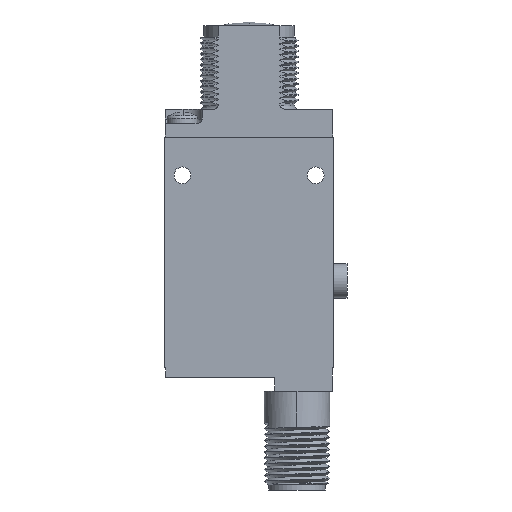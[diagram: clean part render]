
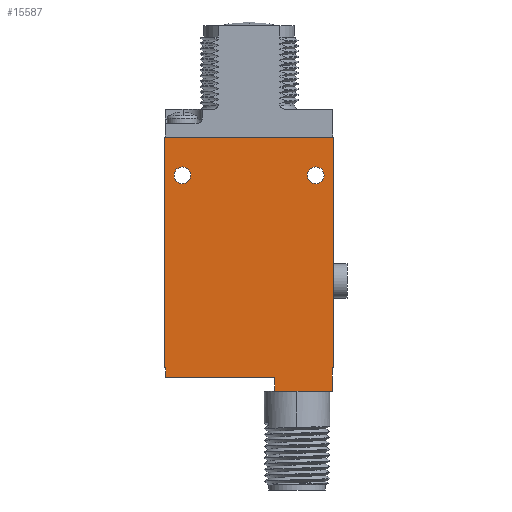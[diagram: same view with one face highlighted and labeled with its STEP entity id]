
A CAD part, left-side view. The second image highlights one B-rep face of the part: STEP entity #15587.
In plain terms, the highlighted planar face has unit normal (-1, 0, 0).
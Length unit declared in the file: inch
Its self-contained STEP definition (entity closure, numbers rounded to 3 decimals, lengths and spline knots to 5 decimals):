
#1094=DIRECTION('',(0.,1.,0.));
#1095=VECTOR('',#1094,0.785);
#1096=CARTESIAN_POINT('',(-0.236,-0.185,-1.73));
#1097=LINE('',#1096,#1095);
#1223=DIRECTION('',(0.,0.,-1.));
#1224=VECTOR('',#1223,0.1);
#1225=CARTESIAN_POINT('',(-0.236,-0.185,-1.73));
#1226=LINE('',#1225,#1224);
#1227=DIRECTION('',(0.,1.,0.));
#1228=VECTOR('',#1227,0.005);
#1229=CARTESIAN_POINT('',(-0.236,0.6,-1.66));
#1230=LINE('',#1229,#1228);
#1231=DIRECTION('',(0.,0.,1.));
#1232=VECTOR('',#1231,1.66);
#1233=CARTESIAN_POINT('',(-0.236,0.605,-1.66));
#1234=LINE('',#1233,#1232);
#1235=DIRECTION('',(0.,-1.,0.));
#1236=VECTOR('',#1235,0.003);
#1237=CARTESIAN_POINT('',(-0.236,0.605,0.));
#1238=LINE('',#1237,#1236);
#1239=DIRECTION('',(0.,1.,0.));
#1240=VECTOR('',#1239,1.204);
#1241=CARTESIAN_POINT('',(-0.236,-0.602,0.));
#1242=LINE('',#1241,#1240);
#1243=DIRECTION('',(0.,-1.,0.));
#1244=VECTOR('',#1243,0.003);
#1245=CARTESIAN_POINT('',(-0.236,-0.602,0.));
#1246=LINE('',#1245,#1244);
#1247=DIRECTION('',(0.,0.,-1.));
#1248=VECTOR('',#1247,1.66);
#1249=CARTESIAN_POINT('',(-0.236,-0.605,0.));
#1250=LINE('',#1249,#1248);
#1251=DIRECTION('',(0.,1.,0.));
#1252=VECTOR('',#1251,0.005);
#1253=CARTESIAN_POINT('',(-0.236,-0.605,-1.66));
#1254=LINE('',#1253,#1252);
#1255=DIRECTION('',(0.,0.,-1.));
#1256=VECTOR('',#1255,0.17);
#1257=CARTESIAN_POINT('',(-0.236,-0.6,-1.66));
#1258=LINE('',#1257,#1256);
#1259=CARTESIAN_POINT('',(-0.236,0.48,-0.275));
#1260=DIRECTION('',(1.,0.,0.));
#1261=DIRECTION('',(0.,0.,-1.));
#1262=AXIS2_PLACEMENT_3D('',#1259,#1260,#1261);
#1264=CARTESIAN_POINT('',(-0.236,0.48,-0.275));
#1265=DIRECTION('',(1.,0.,0.));
#1266=DIRECTION('',(0.,0.,1.));
#1267=AXIS2_PLACEMENT_3D('',#1264,#1265,#1266);
#1269=CARTESIAN_POINT('',(-0.236,-0.48,-0.275));
#1270=DIRECTION('',(1.,0.,0.));
#1271=DIRECTION('',(0.,0.,-1.));
#1272=AXIS2_PLACEMENT_3D('',#1269,#1270,#1271);
#1274=CARTESIAN_POINT('',(-0.236,-0.48,-0.275));
#1275=DIRECTION('',(1.,0.,0.));
#1276=DIRECTION('',(0.,0.,1.));
#1277=AXIS2_PLACEMENT_3D('',#1274,#1275,#1276);
#1284=DIRECTION('',(0.,1.,0.));
#1285=VECTOR('',#1284,0.255);
#1286=CARTESIAN_POINT('',(-0.236,-0.6,-1.83));
#1287=LINE('',#1286,#1285);
#4652=DIRECTION('',(0.,0.,-1.));
#4653=VECTOR('',#4652,0.07);
#4654=CARTESIAN_POINT('',(-0.236,0.6,-1.66));
#4655=LINE('',#4654,#4653);
#9641=DIRECTION('',(0.,1.,0.));
#9642=VECTOR('',#9641,0.16);
#9643=CARTESIAN_POINT('',(-0.236,-0.345,-1.83));
#9644=LINE('',#9643,#9642);
#12517=CARTESIAN_POINT('',(-0.236,-0.605,0.));
#12518=CARTESIAN_POINT('',(-0.236,-0.605,-1.66));
#12519=VERTEX_POINT('',#12517);
#12520=VERTEX_POINT('',#12518);
#12521=CARTESIAN_POINT('',(-0.236,0.605,-1.66));
#12522=CARTESIAN_POINT('',(-0.236,0.605,0.));
#12523=VERTEX_POINT('',#12521);
#12524=VERTEX_POINT('',#12522);
#12541=CARTESIAN_POINT('',(-0.236,0.48,-0.335));
#12542=CARTESIAN_POINT('',(-0.236,0.48,-0.215));
#12543=VERTEX_POINT('',#12541);
#12544=VERTEX_POINT('',#12542);
#12545=CARTESIAN_POINT('',(-0.236,-0.48,-0.335));
#12546=CARTESIAN_POINT('',(-0.236,-0.48,-0.215));
#12547=VERTEX_POINT('',#12545);
#12548=VERTEX_POINT('',#12546);
#13207=CARTESIAN_POINT('',(-0.236,-0.602,0.));
#13208=CARTESIAN_POINT('',(-0.236,0.602,0.));
#13209=VERTEX_POINT('',#13207);
#13210=VERTEX_POINT('',#13208);
#13427=CARTESIAN_POINT('',(-0.236,0.6,-1.73));
#13429=VERTEX_POINT('',#13427);
#13494=CARTESIAN_POINT('',(-0.236,-0.6,-1.83));
#13496=VERTEX_POINT('',#13494);
#13499=CARTESIAN_POINT('',(-0.236,-0.185,-1.73));
#13500=VERTEX_POINT('',#13499);
#13501=CARTESIAN_POINT('',(-0.236,-0.185,-1.83));
#13502=VERTEX_POINT('',#13501);
#13703=CARTESIAN_POINT('',(-0.236,-0.6,-1.66));
#13705=VERTEX_POINT('',#13703);
#13707=CARTESIAN_POINT('',(-0.236,0.6,-1.66));
#13709=VERTEX_POINT('',#13707);
#13824=CARTESIAN_POINT('',(-0.236,-0.345,-1.83));
#13826=VERTEX_POINT('',#13824);
#15544=CARTESIAN_POINT('',(-0.236,-0.605,0.));
#15545=DIRECTION('',(1.,0.,0.));
#15546=DIRECTION('',(0.,0.,-1.));
#15547=AXIS2_PLACEMENT_3D('',#15544,#15545,#15546);
#15548=PLANE('',#15547);
#15550=ORIENTED_EDGE('',*,*,#15549,.T.);
#15552=ORIENTED_EDGE('',*,*,#15551,.T.);
#15553=ORIENTED_EDGE('',*,*,#15537,.F.);
#15554=ORIENTED_EDGE('',*,*,#15461,.T.);
#15556=ORIENTED_EDGE('',*,*,#15555,.F.);
#15558=ORIENTED_EDGE('',*,*,#15557,.T.);
#15560=ORIENTED_EDGE('',*,*,#15559,.T.);
#15562=ORIENTED_EDGE('',*,*,#15561,.T.);
#15564=ORIENTED_EDGE('',*,*,#15563,.F.);
#15566=ORIENTED_EDGE('',*,*,#15565,.T.);
#15568=ORIENTED_EDGE('',*,*,#15567,.T.);
#15570=ORIENTED_EDGE('',*,*,#15569,.T.);
#15572=ORIENTED_EDGE('',*,*,#15571,.T.);
#15573=EDGE_LOOP('',(#15550,#15552,#15553,#15554,#15556,#15558,#15560,#15562,
#15564,#15566,#15568,#15570,#15572));
#15574=FACE_OUTER_BOUND('',#15573,.F.);
#15576=ORIENTED_EDGE('',*,*,#15575,.F.);
#15578=ORIENTED_EDGE('',*,*,#15577,.F.);
#15579=EDGE_LOOP('',(#15576,#15578));
#15580=FACE_BOUND('',#15579,.F.);
#15582=ORIENTED_EDGE('',*,*,#15581,.F.);
#15584=ORIENTED_EDGE('',*,*,#15583,.F.);
#15585=EDGE_LOOP('',(#15582,#15584));
#15586=FACE_BOUND('',#15585,.F.);
#15587=ADVANCED_FACE('',(#15574,#15580,#15586),#15548,.F.);
#1263=CIRCLE('',#1262,0.06);
#1268=CIRCLE('',#1267,0.06);
#1273=CIRCLE('',#1272,0.06);
#1278=CIRCLE('',#1277,0.06);
#15461=EDGE_CURVE('',#13500,#13429,#1097,.T.);
#15537=EDGE_CURVE('',#13500,#13502,#1226,.T.);
#15549=EDGE_CURVE('',#13496,#13826,#1287,.T.);
#15551=EDGE_CURVE('',#13826,#13502,#9644,.T.);
#15555=EDGE_CURVE('',#13709,#13429,#4655,.T.);
#15557=EDGE_CURVE('',#13709,#12523,#1230,.T.);
#15559=EDGE_CURVE('',#12523,#12524,#1234,.T.);
#15561=EDGE_CURVE('',#12524,#13210,#1238,.T.);
#15563=EDGE_CURVE('',#13209,#13210,#1242,.T.);
#15565=EDGE_CURVE('',#13209,#12519,#1246,.T.);
#15567=EDGE_CURVE('',#12519,#12520,#1250,.T.);
#15569=EDGE_CURVE('',#12520,#13705,#1254,.T.);
#15571=EDGE_CURVE('',#13705,#13496,#1258,.T.);
#15575=EDGE_CURVE('',#12543,#12544,#1263,.T.);
#15577=EDGE_CURVE('',#12544,#12543,#1268,.T.);
#15581=EDGE_CURVE('',#12547,#12548,#1273,.T.);
#15583=EDGE_CURVE('',#12548,#12547,#1278,.T.);
